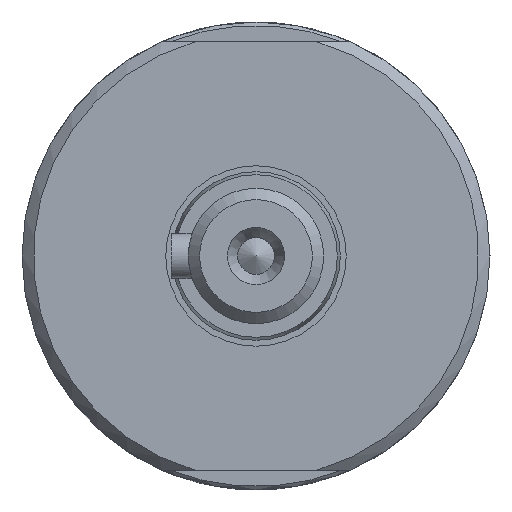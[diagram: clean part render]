
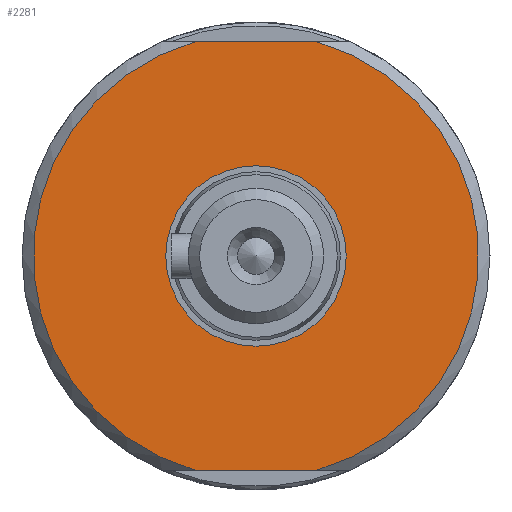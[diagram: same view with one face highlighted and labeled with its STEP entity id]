
A CAD part, left-side view. The second image highlights one B-rep face of the part: STEP entity #2281.
In plain terms, the highlighted planar face has unit normal (-1, 0, 0).
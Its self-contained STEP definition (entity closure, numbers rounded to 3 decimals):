
#87=FACE_BOUND('',#339,.T.);
#120=PLANE('',#2500);
#206=FACE_OUTER_BOUND('',#338,.T.);
#338=EDGE_LOOP('',(#1598,#1599,#1600,#1601));
#339=EDGE_LOOP('',(#1602,#1603));
#465=LINE('',#3686,#580);
#469=LINE('',#3702,#584);
#580=VECTOR('',#2923,10.);
#584=VECTOR('',#2931,10.);
#726=CIRCLE('',#2495,19.75);
#728=CIRCLE('',#2498,8.);
#729=CIRCLE('',#2499,8.);
#730=CIRCLE('',#2501,19.75);
#914=VERTEX_POINT('',#3681);
#915=VERTEX_POINT('',#3685);
#918=VERTEX_POINT('',#3697);
#919=VERTEX_POINT('',#3701);
#921=VERTEX_POINT('',#3713);
#922=VERTEX_POINT('',#3715);
#1170=EDGE_CURVE('',#915,#914,#465,.T.);
#1176=EDGE_CURVE('',#919,#918,#469,.T.);
#1179=EDGE_CURVE('',#915,#918,#726,.T.);
#1182=EDGE_CURVE('',#922,#921,#728,.T.);
#1183=EDGE_CURVE('',#921,#922,#729,.T.);
#1184=EDGE_CURVE('',#919,#914,#730,.T.);
#1598=ORIENTED_EDGE('',*,*,#1170,.T.);
#1599=ORIENTED_EDGE('',*,*,#1184,.F.);
#1600=ORIENTED_EDGE('',*,*,#1176,.T.);
#1601=ORIENTED_EDGE('',*,*,#1179,.F.);
#1602=ORIENTED_EDGE('',*,*,#1182,.T.);
#1603=ORIENTED_EDGE('',*,*,#1183,.T.);
#2281=ADVANCED_FACE('',(#206,#87),#120,.T.);
#2495=AXIS2_PLACEMENT_3D('',#3709,#2938,#2939);
#2498=AXIS2_PLACEMENT_3D('',#3716,#2945,#2946);
#2499=AXIS2_PLACEMENT_3D('',#3717,#2947,#2948);
#2500=AXIS2_PLACEMENT_3D('',#3718,#2949,#2950);
#2501=AXIS2_PLACEMENT_3D('',#3719,#2951,#2952);
#2923=DIRECTION('',(0.,-1.,0.));
#2931=DIRECTION('',(0.,1.,0.));
#2938=DIRECTION('center_axis',(1.,0.,0.));
#2939=DIRECTION('ref_axis',(0.,1.,0.));
#2945=DIRECTION('center_axis',(1.,0.,0.));
#2946=DIRECTION('ref_axis',(0.,1.,0.));
#2947=DIRECTION('center_axis',(1.,0.,0.));
#2948=DIRECTION('ref_axis',(0.,1.,0.));
#2949=DIRECTION('center_axis',(-1.,0.,0.));
#2950=DIRECTION('ref_axis',(0.,0.,
1.));
#2951=DIRECTION('center_axis',(1.,0.,0.));
#2952=DIRECTION('ref_axis',(0.,1.,0.));
#3681=CARTESIAN_POINT('',(-117.7,-5.391,-19.));
#3685=CARTESIAN_POINT('',(-117.7,5.391,-19.));
#3686=CARTESIAN_POINT('',(-117.7,1.392,-19.));
#3697=CARTESIAN_POINT('',(-117.7,5.391,19.));
#3701=CARTESIAN_POINT('',(-117.7,-5.391,19.));
#3702=CARTESIAN_POINT('',(-117.7,12.483,19.));
#3709=CARTESIAN_POINT('Origin',(-117.7,0.,0.));
#3713=CARTESIAN_POINT('',(-117.7,-8.,0.));
#3715=CARTESIAN_POINT('',(-117.7,8.,0.));
#3716=CARTESIAN_POINT('Origin',(-117.7,0.,0.));
#3717=CARTESIAN_POINT('Origin',(-117.7,0.,0.));
#3718=CARTESIAN_POINT('Origin',(-117.7,13.875,0.));
#3719=CARTESIAN_POINT('Origin',(-117.7,0.,0.));
